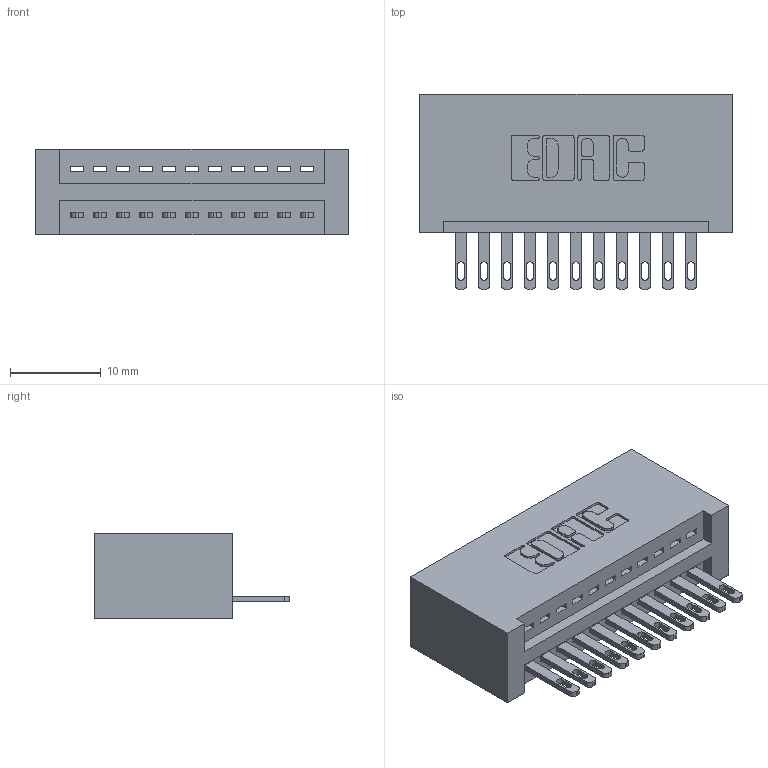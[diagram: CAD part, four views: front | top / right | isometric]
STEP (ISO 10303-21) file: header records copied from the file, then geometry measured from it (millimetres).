
FILE_DESCRIPTION (( 'STEP AP203' ), '1' );
FILE_NAME ('345-011-500-101.STEP', '2018-08-17T22:33:29', ( '' ), ( '' ), 'SwSTEP 2.0', 'SolidWorks 2016', '' );
FILE_SCHEMA (( 'CONFIG_CONTROL_DESIGN' ));
Length unit declared in the file: inch
Products named in the file (3): 345 Part_No Mounting Lugs; 345-292-001_345-293-100; 345-011-500-101
Assembly tree (12 placements, depth 2):
  345-011-500-101
    345 Part_No Mounting Lugs
    345-292-001_345-293-100  x11
Bounding box: 34.54 x 21.51 x 9.4 mm (x, y, z)
Volume: 3618.3 mm3; surface area: 4601.8 mm2
Topology: 12 solids, 12 shells, 712 faces, 2165 edges, 1442 vertices
Faces by surface type: plane 450, cylinder 262
Entity records: 12105 total; most frequent: CARTESIAN_POINT 2105, ORIENTED_EDGE 2050, DIRECTION 1879, EDGE_CURVE 1025, LINE 853, VECTOR 853, VERTEX_POINT 682, AXIS2_PLACEMENT_3D 513
